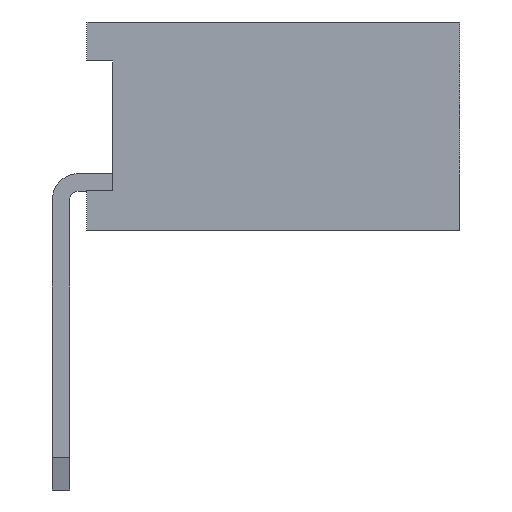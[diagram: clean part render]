
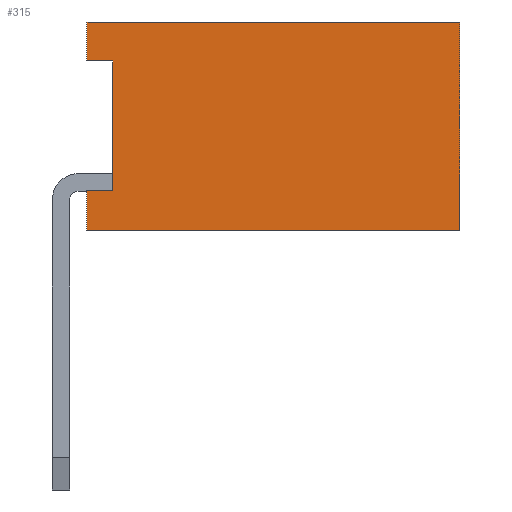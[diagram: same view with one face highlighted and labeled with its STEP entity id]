
A CAD part, left-side view. The second image highlights one B-rep face of the part: STEP entity #315.
In plain terms, the highlighted planar face has unit normal (-1, 0, 0).
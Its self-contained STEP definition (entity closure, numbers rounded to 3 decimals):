
#315=ADVANCED_FACE('',(#11504),#11506,.T.);
#11504=FACE_BOUND('',#11505,.T.);
#11505=EDGE_LOOP('',(#20423,#20424,#20425,#20426,#20427,#20428,#20429,#20430));
#11506=PLANE('',#11507);
#11507=AXIS2_PLACEMENT_3D('',#11508,#11509,#11510);
#11508=CARTESIAN_POINT('',(-1.,-4.6,0.));
#11509=DIRECTION('',(-1.,0.,0.));
#11510=DIRECTION('',(0.,0.,1.));
#20423=ORIENTED_EDGE('',*,*,#27097,.T.);
#20424=ORIENTED_EDGE('',*,*,#27185,.T.);
#20425=ORIENTED_EDGE('',*,*,#27014,.T.);
#20426=ORIENTED_EDGE('',*,*,#27184,.F.);
#20427=ORIENTED_EDGE('',*,*,#27186,.F.);
#20428=ORIENTED_EDGE('',*,*,#27187,.T.);
#20429=ORIENTED_EDGE('',*,*,#27188,.T.);
#20430=ORIENTED_EDGE('',*,*,#27179,.F.);
#27014=EDGE_CURVE('',#30403,#30400,#30404,.F.);
#27097=EDGE_CURVE('',#30569,#30567,#30570,.F.);
#27179=EDGE_CURVE('',#30569,#30726,#30727,.T.);
#27184=EDGE_CURVE('',#30733,#30400,#30735,.T.);
#27185=EDGE_CURVE('',#30567,#30403,#30736,.T.);
#27186=EDGE_CURVE('',#30737,#30733,#30738,.T.);
#27187=EDGE_CURVE('',#30737,#30739,#30740,.T.);
#27188=EDGE_CURVE('',#30739,#30726,#30741,.T.);
#30400=VERTEX_POINT('',#35969);
#30403=VERTEX_POINT('',#35974);
#30404=LINE('',#35975,#35976);
#30567=VERTEX_POINT('',#36302);
#30569=VERTEX_POINT('',#36306);
#30570=LINE('',#36307,#36308);
#30726=VERTEX_POINT('',#36627);
#30727=LINE('',#36628,#36629);
#30733=VERTEX_POINT('',#36642);
#30735=LINE('',#36646,#36647);
#30736=LINE('',#36649,#36650);
#30737=VERTEX_POINT('',#36652);
#30738=LINE('',#36653,#36654);
#30739=VERTEX_POINT('',#36656);
#30740=LINE('',#36657,#36658);
#30741=LINE('',#36660,#36661);
#35969=CARTESIAN_POINT('',(-1.,-0.3,0.45));
#35974=CARTESIAN_POINT('',(-1.,-0.6,0.45));
#35975=CARTESIAN_POINT('',(-1.,-0.3,0.45));
#35976=VECTOR('',#35977,1.);
#35977=DIRECTION('',(0.,-1.,0.));
#36302=CARTESIAN_POINT('',(-1.,-0.6,1.95));
#36306=CARTESIAN_POINT('',(-1.,-0.3,1.95));
#36307=CARTESIAN_POINT('',(-1.,-0.6,1.95));
#36308=VECTOR('',#36309,1.);
#36309=DIRECTION('',(0.,1.,0.));
#36627=CARTESIAN_POINT('',(-1.,-0.3,2.4));
#36628=CARTESIAN_POINT('',(-1.,-0.3,1.95));
#36629=VECTOR('',#36630,1.);
#36630=DIRECTION('',(0.,0.,1.));
#36642=CARTESIAN_POINT('',(-1.,-0.3,0.));
#36646=CARTESIAN_POINT('',(-1.,-0.3,0.));
#36647=VECTOR('',#36648,1.);
#36648=DIRECTION('',(0.,0.,1.));
#36649=CARTESIAN_POINT('',(-1.,-0.6,1.95));
#36650=VECTOR('',#36651,1.);
#36651=DIRECTION('',(0.,0.,-1.));
#36652=CARTESIAN_POINT('',(-1.,-4.6,0.));
#36653=CARTESIAN_POINT('',(-1.,-4.6,0.));
#36654=VECTOR('',#36655,1.);
#36655=DIRECTION('',(0.,1.,0.));
#36656=CARTESIAN_POINT('',(-1.,-4.6,2.4));
#36657=CARTESIAN_POINT('',(-1.,-4.6,0.));
#36658=VECTOR('',#36659,1.);
#36659=DIRECTION('',(0.,0.,1.));
#36660=CARTESIAN_POINT('',(-1.,-4.6,2.4));
#36661=VECTOR('',#36662,1.);
#36662=DIRECTION('',(0.,1.,0.));
